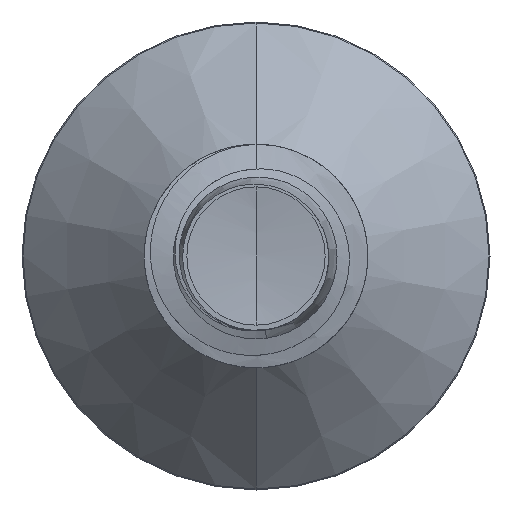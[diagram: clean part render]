
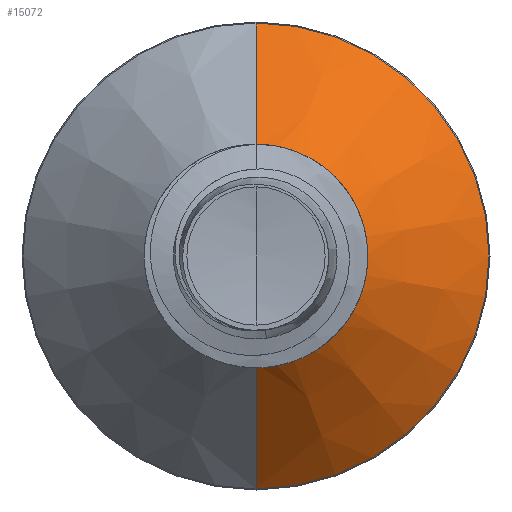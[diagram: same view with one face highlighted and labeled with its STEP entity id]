
A CAD part, front view. The second image highlights one B-rep face of the part: STEP entity #15072.
In plain terms, the highlighted conical face has half-angle 45 degrees and reference radius 0.775 mm.
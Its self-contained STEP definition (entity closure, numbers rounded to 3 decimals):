
#128 = VERTEX_POINT ( 'NONE', #10212 ) ;
#351 = CARTESIAN_POINT ( 'NONE',  ( 0., 4.25, 0. ) ) ;
#1940 = DIRECTION ( 'NONE',  ( 0., 0., 1. ) ) ;
#2195 = AXIS2_PLACEMENT_3D ( 'NONE', #351, #11288, #1940 ) ;
#2588 = DIRECTION ( 'NONE',  ( 0., 0.707, 0.707 ) ) ;
#2647 = FACE_OUTER_BOUND ( 'NONE', #10028, .T. ) ;
#2826 = EDGE_CURVE ( 'NONE', #18830, #9911, #3710, .T. ) ;
#2864 = CIRCLE ( 'NONE', #2195, 0.775 ) ;
#2967 = CARTESIAN_POINT ( 'NONE',  ( 0., 5.143, 0. ) ) ;
#3243 = CARTESIAN_POINT ( 'NONE',  ( 0., 4.25, -0.775 ) ) ;
#3376 = DIRECTION ( 'NONE',  ( 0., 0.707, -0.707 ) ) ;
#3710 = LINE ( 'NONE', #11925, #7364 ) ;
#4546 = DIRECTION ( 'NONE',  ( 0., 0., 1. ) ) ;
#5564 = ORIENTED_EDGE ( 'NONE', *, *, #2826, .F. ) ;
#5924 = DIRECTION ( 'NONE',  ( 0., 0., 1. ) ) ;
#6097 = ORIENTED_EDGE ( 'NONE', *, *, #15039, .F. ) ;
#6352 = EDGE_CURVE ( 'NONE', #15207, #128, #11474, .T. ) ;
#7019 = CARTESIAN_POINT ( 'NONE',  ( 0., 5.143, 1.668 ) ) ;
#7364 = VECTOR ( 'NONE', #2588, 1000. ) ;
#8477 = CARTESIAN_POINT ( 'NONE',  ( 0., 4.25, 0.775 ) ) ;
#9911 = VERTEX_POINT ( 'NONE', #7019 ) ;
#10028 = EDGE_LOOP ( 'NONE', ( #12098, #11629, #6097, #5564 ) ) ;
#10212 = CARTESIAN_POINT ( 'NONE',  ( 0., 5.143, -1.668 ) ) ;
#10461 = CIRCLE ( 'NONE', #13903, 1.668 ) ;
#11288 = DIRECTION ( 'NONE',  ( 0., 1., 0. ) ) ;
#11474 = LINE ( 'NONE', #3243, #15530 ) ;
#11629 = ORIENTED_EDGE ( 'NONE', *, *, #6352, .T. ) ;
#11925 = CARTESIAN_POINT ( 'NONE',  ( 0., 4.25, 0.775 ) ) ;
#12098 = ORIENTED_EDGE ( 'NONE', *, *, #20057, .T. ) ;
#13822 = DIRECTION ( 'NONE',  ( 0., 1., 0. ) ) ;
#13903 = AXIS2_PLACEMENT_3D ( 'NONE', #2967, #13822, #4546 ) ;
#14057 = CONICAL_SURFACE ( 'NONE', #14923, 0.775, 0.785 ) ;
#14083 = CARTESIAN_POINT ( 'NONE',  ( 0., 4.25, -0.775 ) ) ;
#14923 = AXIS2_PLACEMENT_3D ( 'NONE', #19920, #15361, #5924 ) ;
#15039 = EDGE_CURVE ( 'NONE', #9911, #128, #10461, .T. ) ;
#15072 = ADVANCED_FACE ( 'NONE', ( #2647 ), #14057, .T. ) ;
#15207 = VERTEX_POINT ( 'NONE', #14083 ) ;
#15361 = DIRECTION ( 'NONE',  ( 0., 1., 0. ) ) ;
#15530 = VECTOR ( 'NONE', #3376, 1000. ) ;
#18830 = VERTEX_POINT ( 'NONE', #8477 ) ;
#19920 = CARTESIAN_POINT ( 'NONE',  ( 0., 4.25, 0. ) ) ;
#20057 = EDGE_CURVE ( 'NONE', #18830, #15207, #2864, .T. ) ;
